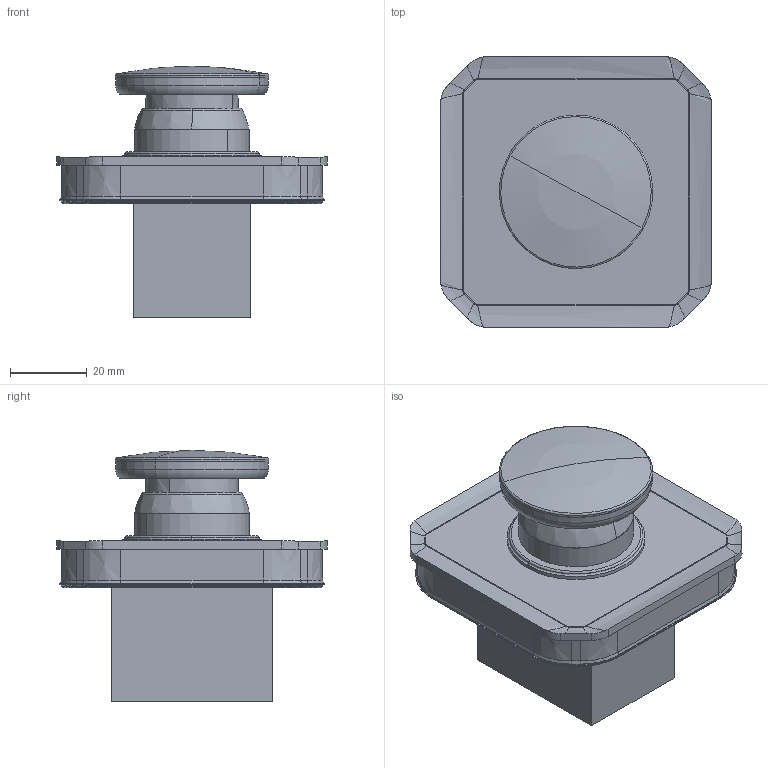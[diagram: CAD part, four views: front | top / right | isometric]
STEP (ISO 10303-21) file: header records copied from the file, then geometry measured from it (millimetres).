
FILE_DESCRIPTION(('CATIA V5 STEP Exchange','CAx-IF Rec.Pracs.--- Model Styling and Organization---1.5--- 2016-08-15','CAx-IF Rec.Pracs.---Supplemental Geometry---1.0---2011-11-01','CAx-IF Rec.Pracs.--- Composite Materials ---1.1---2010-07-15'),'2;1');
FILE_NAME('069547L Poing.stp','2022-04-01T08:14:42+00:00',('none'),('none'),'CATIA Version 5-6 Release 2020 SP3','CATIA V5 STEP AP214 v2','none');
FILE_SCHEMA(('AUTOMOTIVE_DESIGN { 1 0 10303 214 1 1 1 1 }'));
Length unit declared in the file: millimetre
Products named in the file (1): 069547L
Bounding box: 70.5 x 70.5 x 65.45 mm (x, y, z)
Surface area: 21214.1 mm2 (no closed solid volume)
Topology: 0 solids, 3 shells, 210 faces, 515 edges, 312 vertices
Faces by surface type: plane 78, bspline 52, cylinder 40, torus 16, cone 12, extrusion 8, sphere 4
Entity records: 7675 total; most frequent: CARTESIAN_POINT 3413, ORIENTED_EDGE 1018, DIRECTION 597, EDGE_CURVE 513, VERTEX_POINT 312, AXIS2_PLACEMENT_3D 237, VECTOR 221, EDGE_LOOP 217
